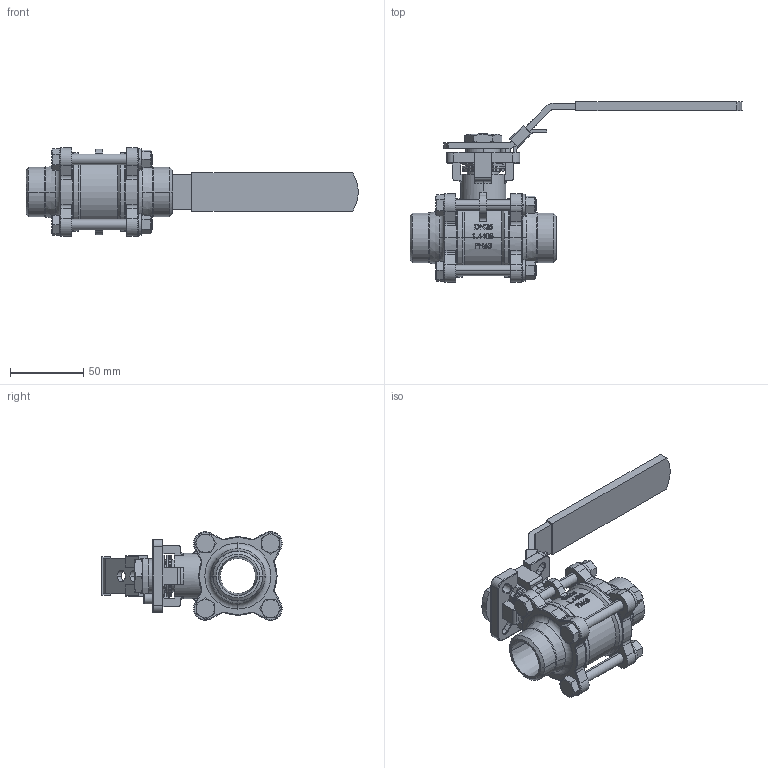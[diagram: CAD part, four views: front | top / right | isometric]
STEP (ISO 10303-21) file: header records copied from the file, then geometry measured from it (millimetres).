
FILE_DESCRIPTION (( 'STEP AP203' ), '1' );
FILE_NAME ('KV-L31 1.STEP', '2017-02-07T02:18:41', ( 'XiTongTianDi' ), ( 'XiTongTianDi.Com' ), 'SwSTEP 2.0', 'SolidWorks 2013', '' );
FILE_SCHEMA (( 'CONFIG_CONTROL_DESIGN' ));
Products named in the file (1): KV-L31 1
Bounding box: 226.92 x 123.26 x 60.55 mm (x, y, z)
Volume: 203432.7 mm3; surface area: 65250.7 mm2
Topology: 1 solids, 1 shells, 1117 faces, 3096 edges, 1974 vertices
Faces by surface type: plane 388, cylinder 349, bspline 192, torus 113, cone 75
Entity records: 64908 total; most frequent: CARTESIAN_POINT 38476, ORIENTED_EDGE 6192, DIRECTION 4594, EDGE_CURVE 3096, VERTEX_POINT 1974, AXIS2_PLACEMENT_3D 1694, EDGE_LOOP 1208, VECTOR 1206
